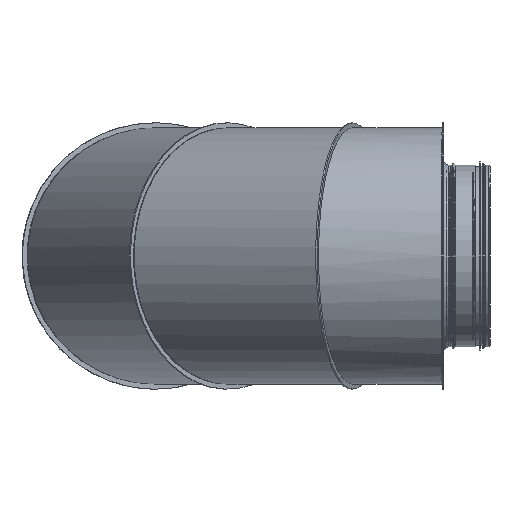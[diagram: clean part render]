
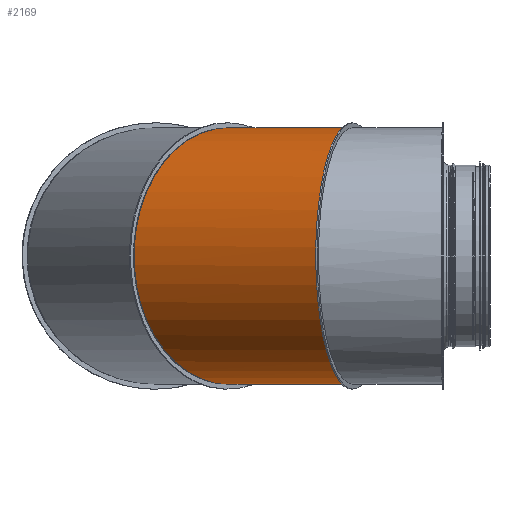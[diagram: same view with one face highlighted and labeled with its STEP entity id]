
A CAD part, left-side view. The second image highlights one B-rep face of the part: STEP entity #2169.
In plain terms, the highlighted cylindrical face has radius 175.7 mm (diameter 351.4 mm), a full revolution.
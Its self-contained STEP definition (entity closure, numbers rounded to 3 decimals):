
#74=ELLIPSE('',#2396,181.85,175.7);
#77=ELLIPSE('',#2458,1369.65,175.7);
#79=ELLIPSE('',#2460,1369.65,175.7);
#80=ELLIPSE('',#2462,181.898,175.7);
#81=ELLIPSE('',#2465,181.898,175.7);
#85=ELLIPSE('',#2469,1369.836,175.7);
#90=ELLIPSE('',#2474,181.85,175.7);
#94=ELLIPSE('',#2479,1369.836,175.7);
#210=CYLINDRICAL_SURFACE('',#2491,175.7);
#416=FACE_BOUND('',#898,.T.);
#599=FACE_OUTER_BOUND('',#897,.T.);
#897=EDGE_LOOP('',(#1897,#1898,#1899,#1900));
#898=EDGE_LOOP('',(#1901,#1902,#1903,#1904));
#1141=VERTEX_POINT('',#3438);
#1143=VERTEX_POINT('',#3442);
#1240=VERTEX_POINT('',#4805);
#1241=VERTEX_POINT('',#4807);
#1246=VERTEX_POINT('',#5335);
#1247=VERTEX_POINT('',#5336);
#1250=VERTEX_POINT('',#5349);
#1253=VERTEX_POINT('',#5369);
#1413=EDGE_CURVE('',#1143,#1141,#74,.T.);
#1448=EDGE_CURVE('',#1240,#1143,#77,.T.);
#1450=EDGE_CURVE('',#1141,#1241,#79,.T.);
#1452=EDGE_CURVE('',#1241,#1240,#80,.T.);
#1457=EDGE_CURVE('',#1246,#1247,#81,.T.);
#1461=EDGE_CURVE('',#1250,#1246,#85,.T.);
#1469=EDGE_CURVE('',#1253,#1250,#90,.T.);
#1478=EDGE_CURVE('',#1247,#1253,#94,.T.);
#1897=ORIENTED_EDGE('',*,*,#1448,.T.);
#1898=ORIENTED_EDGE('',*,*,#1413,.T.);
#1899=ORIENTED_EDGE('',*,*,#1450,.T.);
#1900=ORIENTED_EDGE('',*,*,#1452,.T.);
#1901=ORIENTED_EDGE('',*,*,#1478,.T.);
#1902=ORIENTED_EDGE('',*,*,#1469,.T.);
#1903=ORIENTED_EDGE('',*,*,#1461,.T.);
#1904=ORIENTED_EDGE('',*,*,#1457,.T.);
#2169=ADVANCED_FACE('',(#599,#416),#210,.T.);
#2396=AXIS2_PLACEMENT_3D('',#4543,#2927,#2928);
#2458=AXIS2_PLACEMENT_3D('',#4806,#3051,#3052);
#2460=AXIS2_PLACEMENT_3D('',#4809,#3055,#3056);
#2462=AXIS2_PLACEMENT_3D('',#4910,#3059,#3060);
#2465=AXIS2_PLACEMENT_3D('',#5337,#3066,#3067);
#2469=AXIS2_PLACEMENT_3D('',#5350,#3074,#3075);
#2474=AXIS2_PLACEMENT_3D('',#5385,#3087,#3088);
#2479=AXIS2_PLACEMENT_3D('',#5793,#3100,#3101);
#2491=AXIS2_PLACEMENT_3D('',#5885,#3126,#3127);
#2927=DIRECTION('center_axis',(-0.706,-0.708,0.));
#2928=DIRECTION('ref_axis',(-0.708,0.706,0.));
#3051=DIRECTION('center_axis',(-0.795,0.607,0.));
#3052=DIRECTION('ref_axis',(-0.607,-0.795,0.));
#3055=DIRECTION('center_axis',(-0.795,0.607,0.));
#3056=DIRECTION('ref_axis',(-0.607,-0.795,0.));
#3059=DIRECTION('center_axis',(-0.707,-0.707,0.));
#3060=DIRECTION('ref_axis',(-0.707,0.707,0.));
#3066=DIRECTION('center_axis',(0.259,0.966,0.));
#3067=DIRECTION('ref_axis',(-0.966,0.259,0.));
#3074=DIRECTION('center_axis',(-0.923,0.385,0.));
#3075=DIRECTION('ref_axis',(-0.385,-0.923,0.));
#3087=DIRECTION('center_axis',(0.26,0.966,0.));
#3088=DIRECTION('ref_axis',(-0.966,0.26,0.));
#3100=DIRECTION('center_axis',(-0.923,0.385,0.));
#3101=DIRECTION('ref_axis',(-0.385,-0.923,0.));
#3126=DIRECTION('center_axis',(0.5,0.866,0.));
#3127=DIRECTION('ref_axis',(-0.866,0.5,0.));
#3438=CARTESIAN_POINT('',(-270.017,270.017,-175.7));
#3442=CARTESIAN_POINT('',(-270.017,270.017,175.7));
#4543=CARTESIAN_POINT('Origin',(-270.017,270.017,0.));
#4805=CARTESIAN_POINT('',(-270.66,269.175,175.7));
#4806=CARTESIAN_POINT('Origin',(-270.017,270.017,0.));
#4807=CARTESIAN_POINT('',(-270.66,269.175,-175.7));
#4809=CARTESIAN_POINT('Origin',(-270.017,270.017,0.));
#4910=CARTESIAN_POINT('Origin',(-270.56,269.076,0.));
#5335=CARTESIAN_POINT('',(-368.442,99.811,175.7));
#5336=CARTESIAN_POINT('',(-368.442,99.811,-175.7));
#5337=CARTESIAN_POINT('Origin',(-368.306,99.774,0.));
#5349=CARTESIAN_POINT('',(-368.85,98.833,175.7));
#5350=CARTESIAN_POINT('Origin',(-368.85,98.833,0.));
#5369=CARTESIAN_POINT('',(-368.85,98.833,-175.7));
#5385=CARTESIAN_POINT('Origin',(-368.85,98.833,0.));
#5793=CARTESIAN_POINT('Origin',(-368.85,98.833,0.));
#5885=CARTESIAN_POINT('Origin',(-368.85,98.833,0.));
